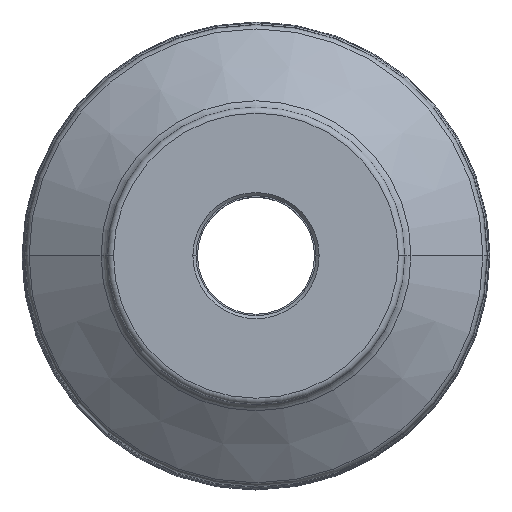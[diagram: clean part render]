
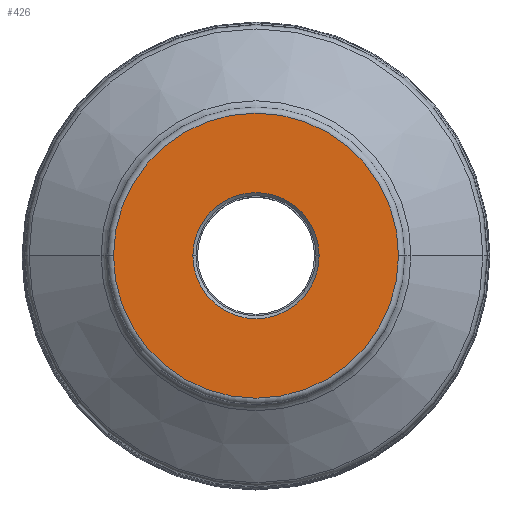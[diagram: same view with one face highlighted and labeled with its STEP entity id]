
A CAD part, top view. The second image highlights one B-rep face of the part: STEP entity #426.
In plain terms, the highlighted planar face has unit normal (0, 0, 1).
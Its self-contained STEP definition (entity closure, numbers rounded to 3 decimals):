
#426=ADVANCED_FACE('',(#470,#471),#461,.F.);
#461=PLANE('',#2707);
#470=FACE_BOUND('',#581,.T.);
#471=FACE_BOUND('',#582,.T.);
#581=EDGE_LOOP('',(#1072,#1073,#1074,#1075));
#582=EDGE_LOOP('',(#1076,#1077,#1078,#1079));
#1072=ORIENTED_EDGE('',*,*,#1677,.F.);
#1073=ORIENTED_EDGE('',*,*,#1681,.F.);
#1074=ORIENTED_EDGE('',*,*,#1680,.T.);
#1075=ORIENTED_EDGE('',*,*,#1678,.T.);
#1076=ORIENTED_EDGE('',*,*,#1682,.T.);
#1077=ORIENTED_EDGE('',*,*,#1683,.T.);
#1078=ORIENTED_EDGE('',*,*,#1684,.T.);
#1079=ORIENTED_EDGE('',*,*,#1685,.T.);
#1386=VERTEX_POINT('',#5471);
#1387=VERTEX_POINT('',#5473);
#1388=VERTEX_POINT('',#5475);
#1389=VERTEX_POINT('',#5479);
#1390=VERTEX_POINT('',#5483);
#1391=VERTEX_POINT('',#5484);
#1392=VERTEX_POINT('',#5486);
#1393=VERTEX_POINT('',#5488);
#1677=EDGE_CURVE('',#1386,#1387,#2047,.T.);
#1678=EDGE_CURVE('',#1388,#1387,#2048,.T.);
#1680=EDGE_CURVE('',#1389,#1388,#2050,.T.);
#1681=EDGE_CURVE('',#1389,#1386,#2051,.T.);
#1682=EDGE_CURVE('',#1390,#1391,#2052,.T.);
#1683=EDGE_CURVE('',#1391,#1392,#2053,.T.);
#1684=EDGE_CURVE('',#1392,#1393,#2054,.T.);
#1685=EDGE_CURVE('',#1393,#1390,#2055,.T.);
#2047=CIRCLE('',#2696,46.419);
#2048=CIRCLE('',#2697,46.419);
#2050=CIRCLE('',#2700,46.419);
#2051=CIRCLE('',#2701,46.419);
#2052=CIRCLE('',#2703,20.55);
#2053=CIRCLE('',#2704,20.55);
#2054=CIRCLE('',#2705,20.55);
#2055=CIRCLE('',#2706,20.55);
#2696=AXIS2_PLACEMENT_3D('',#5472,#3380,#3381);
#2697=AXIS2_PLACEMENT_3D('',#5474,#3382,#3383);
#2700=AXIS2_PLACEMENT_3D('',#5478,#3388,#3389);
#2701=AXIS2_PLACEMENT_3D('',#5480,#3390,#3391);
#2703=AXIS2_PLACEMENT_3D('',#5482,#3394,#3395);
#2704=AXIS2_PLACEMENT_3D('',#5485,#3396,#3397);
#2705=AXIS2_PLACEMENT_3D('',#5487,#3398,#3399);
#2706=AXIS2_PLACEMENT_3D('',#5489,#3400,#3401);
#2707=AXIS2_PLACEMENT_3D('',#5490,#3402,#3403);
#3380=DIRECTION('',(0.,0.,-1.));
#3381=DIRECTION('',(-1.,0.,0.));
#3382=DIRECTION('',(0.,0.,1.));
#3383=DIRECTION('',(1.,0.,0.));
#3388=DIRECTION('',(0.,0.,1.));
#3389=DIRECTION('',(1.,0.,0.));
#3390=DIRECTION('',(0.,0.,-1.));
#3391=DIRECTION('',(-1.,0.,0.));
#3394=DIRECTION('',(0.,0.,-1.));
#3395=DIRECTION('',(0.,1.,0.));
#3396=DIRECTION('',(0.,0.,-1.));
#3397=DIRECTION('',(1.,0.,0.));
#3398=DIRECTION('',(0.,0.,-1.));
#3399=DIRECTION('',(0.,-1.,0.));
#3400=DIRECTION('',(0.,0.,-1.));
#3401=DIRECTION('',(-1.,0.,0.));
#3402=DIRECTION('',(0.,0.,-1.));
#3403=DIRECTION('',(1.,0.,0.));
#5471=CARTESIAN_POINT('',(-46.419,0.,0.));
#5472=CARTESIAN_POINT('',(0.,0.,0.));
#5473=CARTESIAN_POINT('',(-46.419,0.021,0.));
#5474=CARTESIAN_POINT('',(0.,0.,0.));
#5475=CARTESIAN_POINT('',(46.419,0.,0.));
#5478=CARTESIAN_POINT('',(0.,0.,0.));
#5479=CARTESIAN_POINT('',(46.419,-0.021,0.));
#5480=CARTESIAN_POINT('',(0.,0.,0.));
#5482=CARTESIAN_POINT('',(0.,0.,0.));
#5483=CARTESIAN_POINT('',(0.,20.55,0.));
#5484=CARTESIAN_POINT('',(20.55,0.,0.));
#5485=CARTESIAN_POINT('',(0.,0.,0.));
#5486=CARTESIAN_POINT('',(0.,-20.55,0.));
#5487=CARTESIAN_POINT('',(0.,0.,0.));
#5488=CARTESIAN_POINT('',(-20.55,0.,0.));
#5489=CARTESIAN_POINT('',(0.,0.,0.));
#5490=CARTESIAN_POINT('',(0.,0.,0.));
